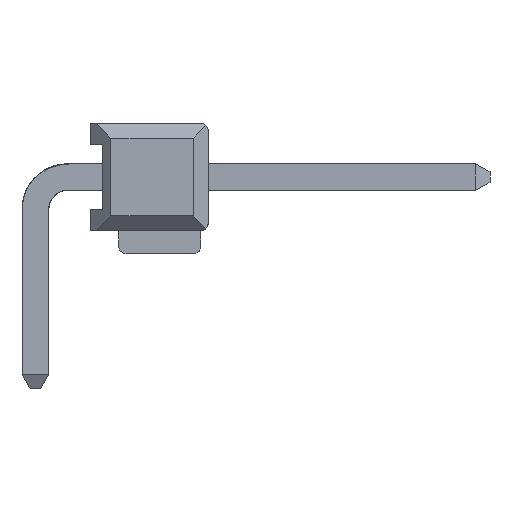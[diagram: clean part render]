
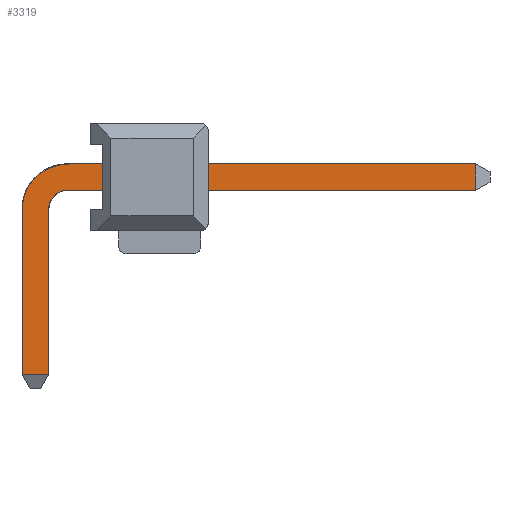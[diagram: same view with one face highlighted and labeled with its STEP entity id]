
A CAD part, left-side view. The second image highlights one B-rep face of the part: STEP entity #3319.
In plain terms, the highlighted planar face has unit normal (-1, -0.003, 0).
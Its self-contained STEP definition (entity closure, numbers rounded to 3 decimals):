
#194=B_SPLINE_CURVE_WITH_KNOTS('',3,(#4925,#4926,#4927,#4928,#4929,#4930,
#4931,#4932,#4933,#4934,#4935,#4936,#4937),.UNSPECIFIED.,.F.,.F.,(4,3,3,
3,4),(-30.87,-23.432,-22.395,-21.728,
-18.725),.UNSPECIFIED.);
#195=B_SPLINE_CURVE_WITH_KNOTS('',3,(#4940,#4941,#4942,#4943,#4944,#4945,
#4946,#4947,#4948,#4949,#4950,#4951,#4952),.UNSPECIFIED.,.F.,.F.,(4,3,3,
3,4),(-18.095,-15.093,-14.535,-14.378,
-6.94),.UNSPECIFIED.);
#231=FACE_OUTER_BOUND('',#411,.T.);
#411=EDGE_LOOP('',(#2263,#2264,#2265,#2266));
#609=LINE('',#4923,#1023);
#610=LINE('',#4939,#1024);
#1023=VECTOR('',#3968,10.);
#1024=VECTOR('',#3969,10.);
#1439=VERTEX_POINT('',#4921);
#1440=VERTEX_POINT('',#4922);
#1441=VERTEX_POINT('',#4924);
#1442=VERTEX_POINT('',#4938);
#1775=EDGE_CURVE('',#1439,#1440,#609,.T.);
#1776=EDGE_CURVE('',#1440,#1441,#194,.T.);
#1777=EDGE_CURVE('',#1441,#1442,#610,.T.);
#1778=EDGE_CURVE('',#1442,#1439,#195,.T.);
#2263=ORIENTED_EDGE('',*,*,#1775,.T.);
#2264=ORIENTED_EDGE('',*,*,#1776,.T.);
#2265=ORIENTED_EDGE('',*,*,#1777,.T.);
#2266=ORIENTED_EDGE('',*,*,#1778,.T.);
#3163=PLANE('',#3688);
#3319=ADVANCED_FACE('',(#231),#3163,.T.);
#3688=AXIS2_PLACEMENT_3D('',#4920,#3966,#3967);
#3966=DIRECTION('center_axis',(-1.,-0.003,
0.));
#3967=DIRECTION('ref_axis',(-0.003,1.,0.));
#3968=DIRECTION('',(0.,0.,1.));
#3969=DIRECTION('',(0.003,-1.,0.));
#4920=CARTESIAN_POINT('Origin',(-0.316,0.422,-2.91));
#4921=CARTESIAN_POINT('',(-0.288,-10.456,1.505));
#4922=CARTESIAN_POINT('',(-0.288,-10.456,2.135));
#4923=CARTESIAN_POINT('',(-0.288,-10.456,1.505));
#4924=CARTESIAN_POINT('',(-0.316,0.314,-2.86));
#4925=CARTESIAN_POINT('Ctrl Pts',(-0.288,-10.456,
2.135));
#4926=CARTESIAN_POINT('Ctrl Pts',(-0.296,-7.228,
2.135));
#4927=CARTESIAN_POINT('Ctrl Pts',(-0.305,-3.999,
2.135));
#4928=CARTESIAN_POINT('Ctrl Pts',(-0.313,-0.893,
2.135));
#4929=CARTESIAN_POINT('Ctrl Pts',(-0.314,-0.46,
2.135));
#4930=CARTESIAN_POINT('Ctrl Pts',(-0.315,-0.085,
1.965));
#4931=CARTESIAN_POINT('Ctrl Pts',(-0.316,0.121,
1.668));
#4932=CARTESIAN_POINT('Ctrl Pts',(-0.316,0.253,
1.477));
#4933=CARTESIAN_POINT('Ctrl Pts',(-0.316,0.314,
1.25));
#4934=CARTESIAN_POINT('Ctrl Pts',(-0.316,0.314,
0.977));
#4935=CARTESIAN_POINT('Ctrl Pts',(-0.316,0.314,
-0.253));
#4936=CARTESIAN_POINT('Ctrl Pts',(-0.316,0.314,
-1.557));
#4937=CARTESIAN_POINT('Ctrl Pts',(-0.316,0.314,
-2.86));
#4938=CARTESIAN_POINT('',(-0.315,-0.316,-2.86));
#4939=CARTESIAN_POINT('',(-0.316,0.314,-2.86));
#4940=CARTESIAN_POINT('Ctrl Pts',(-0.315,-0.316,
-2.86));
#4941=CARTESIAN_POINT('Ctrl Pts',(-0.314,-0.316,
-1.557));
#4942=CARTESIAN_POINT('Ctrl Pts',(-0.314,-0.316,
-0.253));
#4943=CARTESIAN_POINT('Ctrl Pts',(-0.314,-0.316,
0.987));
#4944=CARTESIAN_POINT('Ctrl Pts',(-0.314,-0.316,
1.217));
#4945=CARTESIAN_POINT('Ctrl Pts',(-0.314,-0.448,
1.42));
#4946=CARTESIAN_POINT('Ctrl Pts',(-0.314,-0.624,
1.481));
#4947=CARTESIAN_POINT('Ctrl Pts',(-0.313,-0.673,
1.497));
#4948=CARTESIAN_POINT('Ctrl Pts',(-0.313,-0.724,
1.505));
#4949=CARTESIAN_POINT('Ctrl Pts',(-0.313,-0.791,
1.505));
#4950=CARTESIAN_POINT('Ctrl Pts',(-0.305,-3.999,
1.505));
#4951=CARTESIAN_POINT('Ctrl Pts',(-0.296,-7.228,
1.505));
#4952=CARTESIAN_POINT('Ctrl Pts',(-0.288,-10.456,
1.505));
